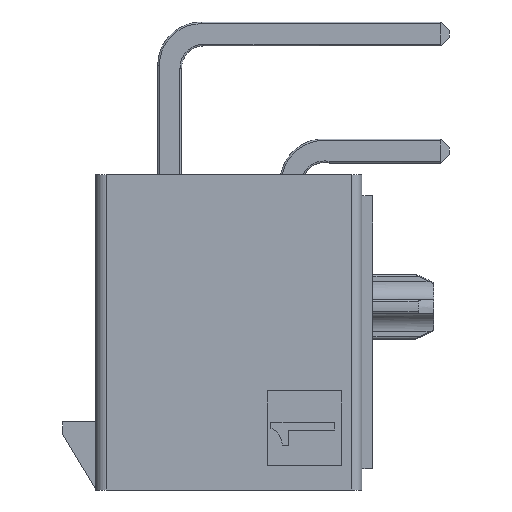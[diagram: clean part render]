
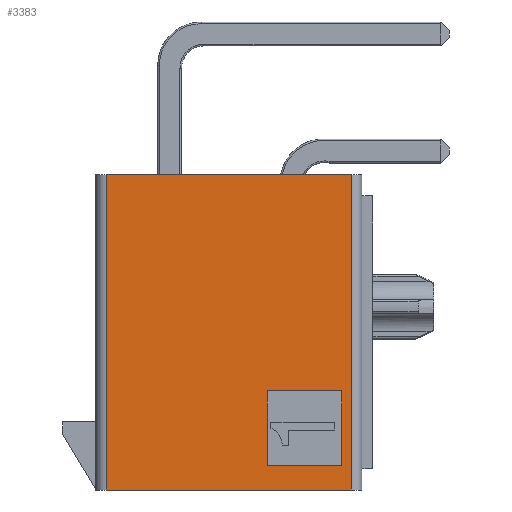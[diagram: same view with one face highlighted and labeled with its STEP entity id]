
A CAD part, left-side view. The second image highlights one B-rep face of the part: STEP entity #3383.
In plain terms, the highlighted planar face has unit normal (-1, 0, 0).
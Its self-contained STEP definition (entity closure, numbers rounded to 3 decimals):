
#109=DIRECTION('',(0.,0.,1.));
#110=VECTOR('',#109,14.8);
#111=CARTESIAN_POINT('',(-15.821,8.201,-1.977));
#112=LINE('',#111,#110);
#117=DIRECTION('',(0.,-1.,0.));
#118=VECTOR('',#117,11.484);
#119=CARTESIAN_POINT('',(-15.821,8.201,-1.977));
#120=LINE('',#119,#118);
#130=DIRECTION('',(0.,-1.,0.));
#131=VECTOR('',#130,11.484);
#132=CARTESIAN_POINT('',(-15.821,8.201,12.823));
#133=LINE('',#132,#131);
#382=DIRECTION('',(0.,0.,-1.));
#383=VECTOR('',#382,14.8);
#384=CARTESIAN_POINT('',(-15.821,-3.284,12.823));
#385=LINE('',#384,#383);
#1340=DIRECTION('',(0.,-1.,0.));
#1341=VECTOR('',#1340,3.5);
#1342=CARTESIAN_POINT('',(-15.821,0.659,
-0.827));
#1343=LINE('',#1342,#1341);
#1348=DIRECTION('',(0.,0.,-1.));
#1349=VECTOR('',#1348,3.5);
#1350=CARTESIAN_POINT('',(-15.821,0.659,
2.673));
#1351=LINE('',#1350,#1349);
#1356=DIRECTION('',(0.,1.,0.));
#1357=VECTOR('',#1356,3.5);
#1358=CARTESIAN_POINT('',(-15.821,-2.841,
2.673));
#1359=LINE('',#1358,#1357);
#1364=DIRECTION('',(0.,0.,1.));
#1365=VECTOR('',#1364,3.5);
#1366=CARTESIAN_POINT('',(-15.821,-2.841,
-0.827));
#1367=LINE('',#1366,#1365);
#2667=CARTESIAN_POINT('',(-15.821,8.201,
-1.977));
#2669=VERTEX_POINT('',#2667);
#2673=CARTESIAN_POINT('',(-15.821,8.201,12.823));
#2674=VERTEX_POINT('',#2673);
#2726=CARTESIAN_POINT('',(-15.821,-2.841,
-0.827));
#2727=CARTESIAN_POINT('',(-15.821,-2.841,
2.673));
#2728=VERTEX_POINT('',#2726);
#2729=VERTEX_POINT('',#2727);
#2730=CARTESIAN_POINT('',(-15.821,0.659,
2.673));
#2731=VERTEX_POINT('',#2730);
#2732=CARTESIAN_POINT('',(-15.821,0.659,
-0.827));
#2733=VERTEX_POINT('',#2732);
#2734=CARTESIAN_POINT('',(-15.821,-3.284,12.823));
#2735=CARTESIAN_POINT('',(-15.821,-3.284,
-1.977));
#2736=VERTEX_POINT('',#2734);
#2737=VERTEX_POINT('',#2735);
#3360=CARTESIAN_POINT('',(-15.821,-3.158,0.));
#3361=DIRECTION('',(-1.,0.,0.));
#3362=DIRECTION('',(0.,0.,-1.));
#3363=AXIS2_PLACEMENT_3D('',#3360,#3361,#3362);
#3364=PLANE('',#3363);
#3366=ORIENTED_EDGE('',*,*,#3365,.T.);
#3368=ORIENTED_EDGE('',*,*,#3367,.T.);
#3369=ORIENTED_EDGE('',*,*,#3239,.F.);
#3370=ORIENTED_EDGE('',*,*,#3351,.T.);
#3371=EDGE_LOOP('',(#3366,#3368,#3369,#3370));
#3372=FACE_OUTER_BOUND('',#3371,.F.);
#3374=ORIENTED_EDGE('',*,*,#3373,.T.);
#3376=ORIENTED_EDGE('',*,*,#3375,.T.);
#3378=ORIENTED_EDGE('',*,*,#3377,.T.);
#3380=ORIENTED_EDGE('',*,*,#3379,.T.);
#3381=EDGE_LOOP('',(#3374,#3376,#3378,#3380));
#3382=FACE_BOUND('',#3381,.F.);
#3383=ADVANCED_FACE('',(#3372,#3382),#3364,.T.);
#3239=EDGE_CURVE('',#2669,#2737,#120,.T.);
#3351=EDGE_CURVE('',#2669,#2674,#112,.T.);
#3365=EDGE_CURVE('',#2674,#2736,#133,.T.);
#3367=EDGE_CURVE('',#2736,#2737,#385,.T.);
#3373=EDGE_CURVE('',#2733,#2728,#1343,.T.);
#3375=EDGE_CURVE('',#2728,#2729,#1367,.T.);
#3377=EDGE_CURVE('',#2729,#2731,#1359,.T.);
#3379=EDGE_CURVE('',#2731,#2733,#1351,.T.);
